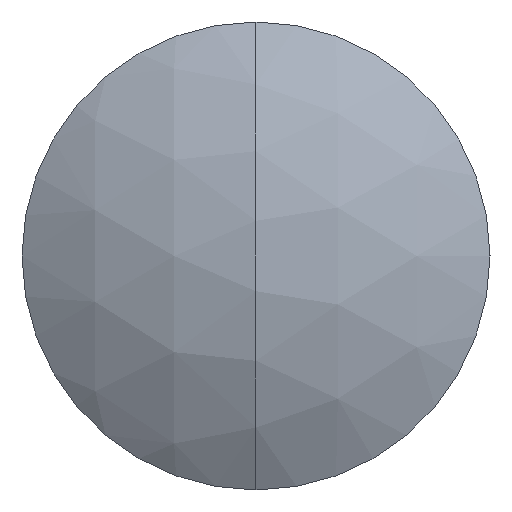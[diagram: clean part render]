
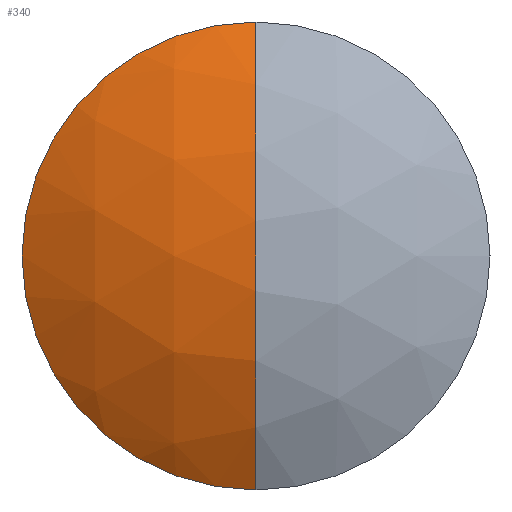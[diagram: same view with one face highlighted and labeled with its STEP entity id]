
A CAD part, left-side view. The second image highlights one B-rep face of the part: STEP entity #340.
In plain terms, the highlighted spherical face has radius 3.226 mm.
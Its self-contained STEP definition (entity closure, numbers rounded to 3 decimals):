
#13 = FACE_OUTER_BOUND ( 'NONE', #75, .T. ) ;
#23 = CARTESIAN_POINT ( 'NONE',  ( -40.274, 0., 0. ) ) ;
#24 = DIRECTION ( 'NONE',  ( 0., 0., -1. ) ) ;
#25 = DIRECTION ( 'NONE',  ( 0., 1., 0. ) ) ;
#32 = CIRCLE ( 'NONE', #72, 3.226 ) ;
#33 = CIRCLE ( 'NONE', #136, 1.725 ) ;
#46 = DIRECTION ( 'NONE',  ( 0., 1., 0. ) ) ;
#72 = AXIS2_PLACEMENT_3D ( 'NONE', #23, #25, #175 ) ;
#75 = EDGE_LOOP ( 'NONE', ( #236, #149 ) ) ;
#89 = SPHERICAL_SURFACE ( 'NONE', #382, 3.226 ) ;
#112 = VERTEX_POINT ( 'NONE', #357 ) ;
#113 = EDGE_CURVE ( 'NONE', #112, #123, #33, .T. ) ;
#123 = VERTEX_POINT ( 'NONE', #318 ) ;
#126 = DIRECTION ( 'NONE',  ( 1., 0., 0. ) ) ;
#136 = AXIS2_PLACEMENT_3D ( 'NONE', #288, #126, #24 ) ;
#149 = ORIENTED_EDGE ( 'NONE', *, *, #467, .T. ) ;
#169 = DIRECTION ( 'NONE',  ( 1., 0., 0. ) ) ;
#175 = DIRECTION ( 'NONE',  ( -1., 0., 0. ) ) ;
#236 = ORIENTED_EDGE ( 'NONE', *, *, #113, .F. ) ;
#288 = CARTESIAN_POINT ( 'NONE',  ( -43., 0., 0. ) ) ;
#318 = CARTESIAN_POINT ( 'NONE',  ( -43., 0., 1.725 ) ) ;
#340 = ADVANCED_FACE ( 'NONE', ( #13 ), #89, .T. ) ;
#357 = CARTESIAN_POINT ( 'NONE',  ( -43., 0., -1.725 ) ) ;
#382 = AXIS2_PLACEMENT_3D ( 'NONE', #431, #46, #169 ) ;
#431 = CARTESIAN_POINT ( 'NONE',  ( -40.274, 0., 0. ) ) ;
#467 = EDGE_CURVE ( 'NONE', #112, #123, #32, .T. ) ;
